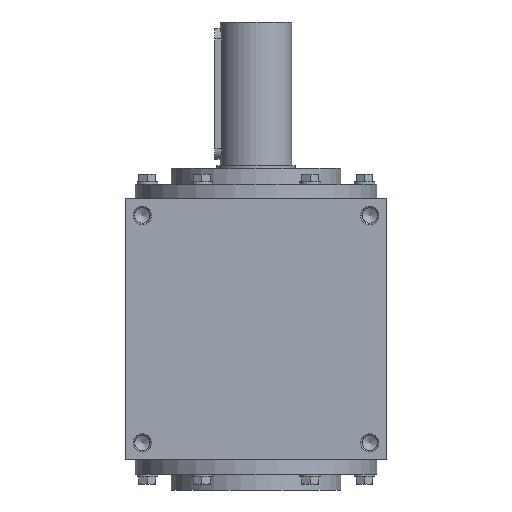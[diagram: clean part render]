
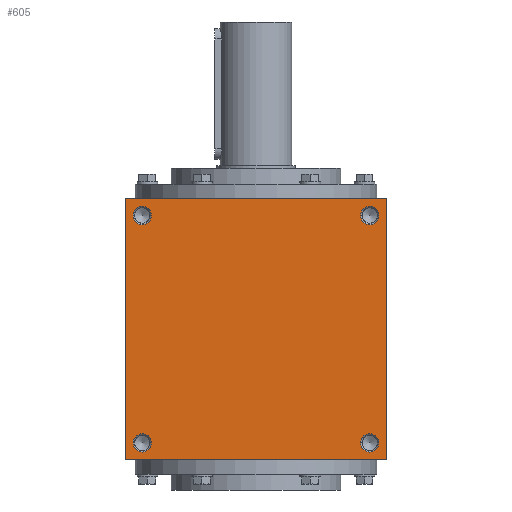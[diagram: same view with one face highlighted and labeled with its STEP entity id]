
A CAD part, left-side view. The second image highlights one B-rep face of the part: STEP entity #605.
In plain terms, the highlighted face is planar.
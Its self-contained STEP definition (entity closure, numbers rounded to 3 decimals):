
#605 = ADVANCED_FACE( '', ( #1199, #1200, #1201, #1202, #1203 ), #1204, .F. );
#1199 = FACE_BOUND( '', #1847, .T. );
#1200 = FACE_BOUND( '', #1848, .T. );
#1201 = FACE_BOUND( '', #1849, .T. );
#1202 = FACE_BOUND( '', #1850, .T. );
#1203 = FACE_OUTER_BOUND( '', #1851, .T. );
#1204 = PLANE( '', #1852 );
#1847 = EDGE_LOOP( '', ( #2815 ) );
#1848 = EDGE_LOOP( '', ( #2816 ) );
#1849 = EDGE_LOOP( '', ( #2817 ) );
#1850 = EDGE_LOOP( '', ( #2818 ) );
#1851 = EDGE_LOOP( '', ( #2819, #2820, #2821, #2822 ) );
#1852 = AXIS2_PLACEMENT_3D( '', #2823, #2824, #2825 );
#2815 = ORIENTED_EDGE( '', *, *, #3639, .F. );
#2816 = ORIENTED_EDGE( '', *, *, #3476, .T. );
#2817 = ORIENTED_EDGE( '', *, *, #3640, .F. );
#2818 = ORIENTED_EDGE( '', *, *, #3641, .T. );
#2819 = ORIENTED_EDGE( '', *, *, #3377, .F. );
#2820 = ORIENTED_EDGE( '', *, *, #3642, .F. );
#2821 = ORIENTED_EDGE( '', *, *, #3643, .F. );
#2822 = ORIENTED_EDGE( '', *, *, #3644, .F. );
#2823 = CARTESIAN_POINT( '', ( 0., 0., -100. ) );
#2824 = DIRECTION( '', ( 0., 0., 1. ) );
#2825 = DIRECTION( '', ( 1., 0., 0. ) );
#3377 = EDGE_CURVE( '', #3869, #3870, #3871, .T. );
#3476 = EDGE_CURVE( '', #4023, #4023, #4024, .T. );
#3639 = EDGE_CURVE( '', #4250, #4250, #4251, .T. );
#3640 = EDGE_CURVE( '', #4252, #4252, #4253, .T. );
#3641 = EDGE_CURVE( '', #4254, #4254, #4255, .T. );
#3642 = EDGE_CURVE( '', #4256, #3869, #4257, .T. );
#3643 = EDGE_CURVE( '', #4258, #4256, #4259, .T. );
#3644 = EDGE_CURVE( '', #3870, #4258, #4260, .T. );
#3869 = VERTEX_POINT( '', #4579 );
#3870 = VERTEX_POINT( '', #4580 );
#3871 = LINE( '', #4581, #4582 );
#4023 = VERTEX_POINT( '', #4802 );
#4024 = CIRCLE( '', #4803, 7. );
#4250 = VERTEX_POINT( '', #5071 );
#4251 = CIRCLE( '', #5072, 7. );
#4252 = VERTEX_POINT( '', #5073 );
#4253 = CIRCLE( '', #5074, 7. );
#4254 = VERTEX_POINT( '', #5075 );
#4255 = CIRCLE( '', #5076, 7. );
#4256 = VERTEX_POINT( '', #5077 );
#4257 = LINE( '', #5078, #5079 );
#4258 = VERTEX_POINT( '', #5080 );
#4259 = LINE( '', #5081, #5082 );
#4260 = LINE( '', #5083, #5084 );
#4579 = CARTESIAN_POINT( '', ( -100., 100., -100. ) );
#4580 = CARTESIAN_POINT( '', ( -100., -100., -100. ) );
#4581 = CARTESIAN_POINT( '', ( -100., 100., -100. ) );
#4582 = VECTOR( '', #5423, 1000. );
#4802 = CARTESIAN_POINT( '', ( 94., 87., -100. ) );
#4803 = AXIS2_PLACEMENT_3D( '', #5590, #5591, #5592 );
#5071 = CARTESIAN_POINT( '', ( -94., 87., -100. ) );
#5072 = AXIS2_PLACEMENT_3D( '', #5853, #5854, #5855 );
#5073 = CARTESIAN_POINT( '', ( -94., -87., -100. ) );
#5074 = AXIS2_PLACEMENT_3D( '', #5856, #5857, #5858 );
#5075 = CARTESIAN_POINT( '', ( 94., -87., -100. ) );
#5076 = AXIS2_PLACEMENT_3D( '', #5859, #5860, #5861 );
#5077 = CARTESIAN_POINT( '', ( 100., 100., -100. ) );
#5078 = CARTESIAN_POINT( '', ( 100., 100., -100. ) );
#5079 = VECTOR( '', #5862, 1000. );
#5080 = CARTESIAN_POINT( '', ( 100., -100., -100. ) );
#5081 = CARTESIAN_POINT( '', ( 100., -100., -100. ) );
#5082 = VECTOR( '', #5863, 1000. );
#5083 = CARTESIAN_POINT( '', ( -100., -100., -100. ) );
#5084 = VECTOR( '', #5864, 1000. );
#5423 = DIRECTION( '', ( 0., -1., 0. ) );
#5590 = CARTESIAN_POINT( '', ( 87., 87., -100. ) );
#5591 = DIRECTION( '', ( 0., 0., 1. ) );
#5592 = DIRECTION( '', ( 1., 0., 0. ) );
#5853 = CARTESIAN_POINT( '', ( -87., 87., -100. ) );
#5854 = DIRECTION( '', ( 0., 0., -1. ) );
#5855 = DIRECTION( '', ( -1., 0., 0. ) );
#5856 = CARTESIAN_POINT( '', ( -87., -87., -100. ) );
#5857 = DIRECTION( '', ( 0., 0., -1. ) );
#5858 = DIRECTION( '', ( -1., 0., 0. ) );
#5859 = CARTESIAN_POINT( '', ( 87., -87., -100. ) );
#5860 = DIRECTION( '', ( 0., 0., 1. ) );
#5861 = DIRECTION( '', ( 1., 0., 0. ) );
#5862 = DIRECTION( '', ( -1., 0., 0. ) );
#5863 = DIRECTION( '', ( 0., 1., 0. ) );
#5864 = DIRECTION( '', ( 1., 0., 0. ) );
